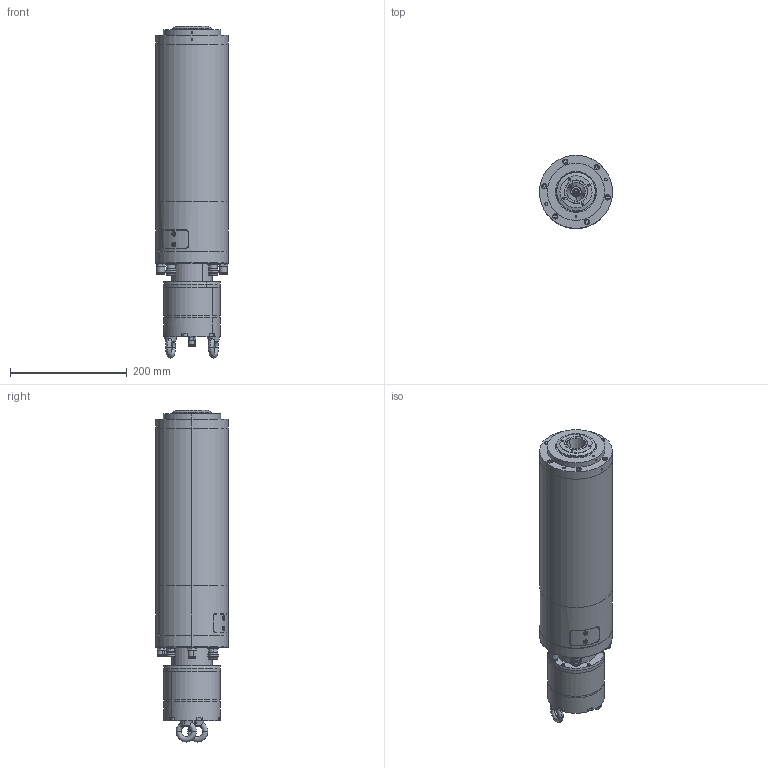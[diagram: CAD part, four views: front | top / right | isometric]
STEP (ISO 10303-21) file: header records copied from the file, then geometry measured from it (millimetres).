
FILE_DESCRIPTION (( 'STEP AP214' ), '1' );
FILE_NAME ('GDL125-30-24Z-7.5C三维.STEP', '2025-09-30T08:08:01', ( '00' ), ( '' ), 'SwSTEP 2.0', 'SolidWorks 2018', '' );
FILE_SCHEMA (( 'AUTOMOTIVE_DESIGN' ));
Length unit declared in the file: millimetre
Products named in the file (72): GB／T 70．1-2000内六角圆柱头螺钉M6×25(8．8级); GDL125籵蚚ァ詰; 籵蚚ァ詰蚾饜; GDL125-30-24Z-7.5-4-08平衡环; 晤鎢ん喘謫; YONG RUI D8辦脣ァ郲RC1-8; ヶ詰极; GDL100-125通用活塞; GDL125-30-24Z-7.5-4-04蛌粣; GB 825-88吊环螺钉M8×16(20钢); 遣喳え; 08-WMFQ-BZ外密封圈; 綴詰极; GDL125-30-24Z-7.5-4-06隅赽窒璃; 08-NMFQ-BZ内密封圈; GB／T 70．1-2000内六角圆柱头螺钉M5×90(8．8级); GDL125-30-24Z-7.5-4-05-3詩杶; GDL125-30-24Z-7.5-4-13綴滅誘裔; GDL120-30-18Z-5.0-13揤杶; GDL125-30-24Z-7.5-4-10粟銅釱; GDL65羲壽嘐隅輸; GDL125-30-24Z-7.5外隔圈; GDL125-BT30-7.5蹟唅阨耋2023-11-16; GDL125-30-18Z-7.5-08芢裝; GB／T70．2-2000内六角平圆头螺钉M4×8; GDL125-30-24Z-7.5-4-09轴承挡圈; GDL125-30-24Z-7.5-4-07蛌赽窒璃; GDL125-30-18Z-7.5-01躇猾裔; ァ詰釱GDL125; GB／T292-94角接触球轴承7007C; GDL125-30-24Z-7.5-4-04蛌赽粣; 蟀諉极GDL125-85.5-B; GDL65-HSK63F-24Z-12諉輪羲壽釱; YONG RUI D6辦脣ァ郲RC1-8; M12x1.5踢扽跡擘芛14-14; M12x1.5踢扽跡擘芛15-18; MIS黍芛; GDL125-30-24Z-7.5-4-12綴蹟譫; GB／T292-94角接触球轴承7008C; 活塞L(带槽) ...
Assembly tree (62 placements, depth 4):
  GDL125-30-24Z-7.5-4-08平衡环
  晤鎢ん喘謫
  GDL100-125通用活塞
  GDL125-30-24Z-7.5-4-06隅赽窒璃
  GDL125-30-24Z-7.5-4-13綴滅誘裔
Bounding box: 125 x 125 x 568.6 mm (x, y, z)
Volume: 3244761.5 mm3; surface area: 1122973.1 mm2
Topology: 58 solids, 58 shells, 2281 faces, 6019 edges, 3807 vertices
Faces by surface type: cylinder 933, plane 618, cone 397, torus 240, sphere 76, bspline 17
Entity records: 76458 total; most frequent: CARTESIAN_POINT 23045, DIRECTION 10756, ORIENTED_EDGE 9992, EDGE_CURVE 4996, AXIS2_PLACEMENT_3D 4447, VERTEX_POINT 3228, EDGE_LOOP 2432, CIRCLE 2372
